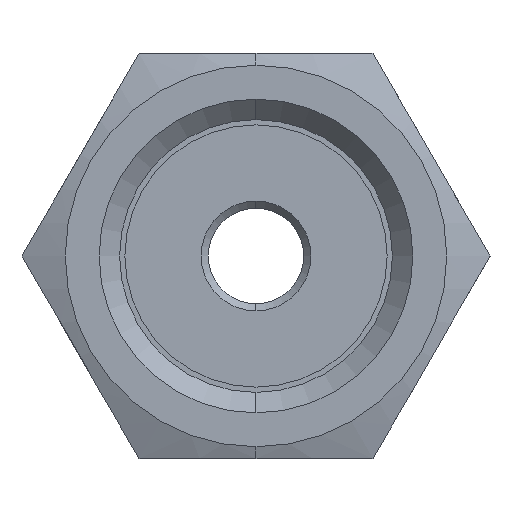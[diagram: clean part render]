
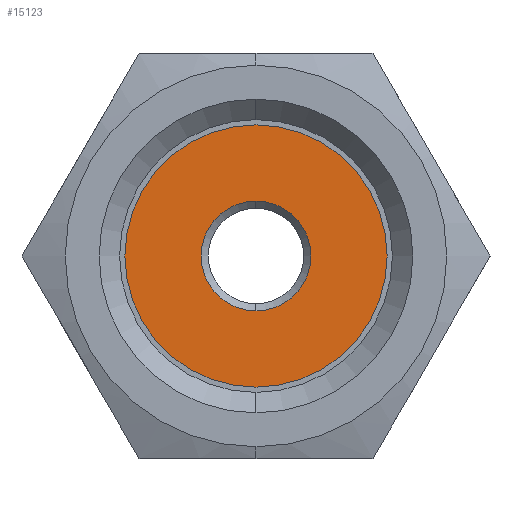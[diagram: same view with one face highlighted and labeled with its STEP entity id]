
A CAD part, left-side view. The second image highlights one B-rep face of the part: STEP entity #15123.
In plain terms, the highlighted planar face has unit normal (-1, 0, 0).
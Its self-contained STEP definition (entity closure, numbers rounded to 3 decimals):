
#918 = DIRECTION ( 'NONE',  ( 1., 0., 0. ) ) ;
#1390 = ORIENTED_EDGE ( 'NONE', *, *, #6826, .F. ) ;
#1784 = EDGE_CURVE ( 'NONE', #3793, #10685, #8573, .T. ) ;
#1975 = FACE_OUTER_BOUND ( 'NONE', #13370, .T. ) ;
#2170 = DIRECTION ( 'NONE',  ( 0., 0., 1. ) ) ;
#2706 = EDGE_CURVE ( 'NONE', #7130, #3307, #12626, .T. ) ;
#3119 = ORIENTED_EDGE ( 'NONE', *, *, #1784, .F. ) ;
#3307 = VERTEX_POINT ( 'NONE', #6802 ) ;
#3398 = CARTESIAN_POINT ( 'NONE',  ( -31., 0., 0. ) ) ;
#3793 = VERTEX_POINT ( 'NONE', #7086 ) ;
#4008 = CARTESIAN_POINT ( 'NONE',  ( -31., 0., 0. ) ) ;
#4937 = CARTESIAN_POINT ( 'NONE',  ( -31., 0., 0. ) ) ;
#5679 = ORIENTED_EDGE ( 'NONE', *, *, #11387, .T. ) ;
#6802 = CARTESIAN_POINT ( 'NONE',  ( -31., 0., 2.3 ) ) ;
#6826 = EDGE_CURVE ( 'NONE', #10685, #3793, #8089, .T. ) ;
#7086 = CARTESIAN_POINT ( 'NONE',  ( -31., 0., 5.5 ) ) ;
#7130 = VERTEX_POINT ( 'NONE', #7780 ) ;
#7376 = DIRECTION ( 'NONE',  ( 0., 0., -1. ) ) ;
#7780 = CARTESIAN_POINT ( 'NONE',  ( -31., 0., -2.3 ) ) ;
#8052 = ORIENTED_EDGE ( 'NONE', *, *, #2706, .T. ) ;
#8089 = CIRCLE ( 'NONE', #12573, 5.5 ) ;
#8113 = DIRECTION ( 'NONE',  ( -1., 0., 0. ) ) ;
#8573 = CIRCLE ( 'NONE', #14219, 5.5 ) ;
#8869 = DIRECTION ( 'NONE',  ( 1., 0., 0. ) ) ;
#9183 = AXIS2_PLACEMENT_3D ( 'NONE', #3398, #918, #15237 ) ;
#9750 = DIRECTION ( 'NONE',  ( 0., 0., 1. ) ) ;
#9812 = CARTESIAN_POINT ( 'NONE',  ( -31., 0., -5.5 ) ) ;
#10486 = CARTESIAN_POINT ( 'NONE',  ( -31., 5.5, 0. ) ) ;
#10685 = VERTEX_POINT ( 'NONE', #9812 ) ;
#11190 = CARTESIAN_POINT ( 'NONE',  ( -31., 0., 0. ) ) ;
#11387 = EDGE_CURVE ( 'NONE', #3307, #7130, #12948, .T. ) ;
#11687 = PLANE ( 'NONE',  #14036 ) ;
#12086 = DIRECTION ( 'NONE',  ( 1., 0., 0. ) ) ;
#12573 = AXIS2_PLACEMENT_3D ( 'NONE', #11190, #8869, #13656 ) ;
#12626 = CIRCLE ( 'NONE', #12741, 2.3 ) ;
#12661 = EDGE_LOOP ( 'NONE', ( #5679, #8052 ) ) ;
#12741 = AXIS2_PLACEMENT_3D ( 'NONE', #4937, #12086, #9750 ) ;
#12948 = CIRCLE ( 'NONE', #9183, 2.3 ) ;
#13370 = EDGE_LOOP ( 'NONE', ( #1390, #3119 ) ) ;
#13555 = DIRECTION ( 'NONE',  ( 1., 0., 0. ) ) ;
#13656 = DIRECTION ( 'NONE',  ( 0., 0., -1. ) ) ;
#13727 = FACE_BOUND ( 'NONE', #12661, .T. ) ;
#14036 = AXIS2_PLACEMENT_3D ( 'NONE', #10486, #8113, #2170 ) ;
#14219 = AXIS2_PLACEMENT_3D ( 'NONE', #4008, #13555, #7376 ) ;
#15123 = ADVANCED_FACE ( 'NONE', ( #13727, #1975 ), #11687, .T. ) ;
#15237 = DIRECTION ( 'NONE',  ( 0., 0., 1. ) ) ;
